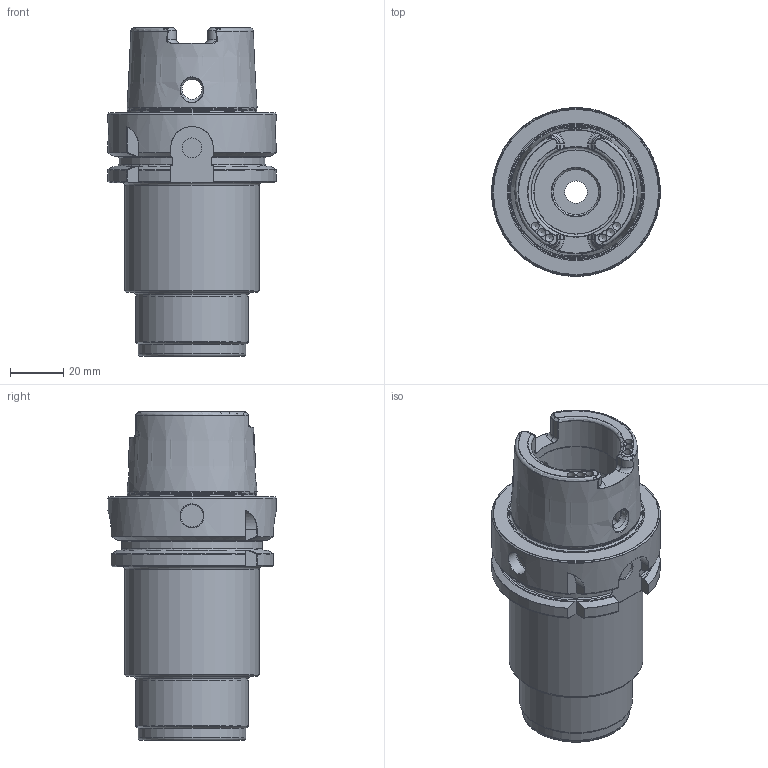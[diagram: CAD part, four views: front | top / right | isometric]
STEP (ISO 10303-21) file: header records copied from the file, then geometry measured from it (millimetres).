
FILE_DESCRIPTION(/* description */ (''),/* implementation_level */ '2;1');
FILE_NAME(/* name */ '556313250.stp',/* time_stamp */ '2021-06-01T08:18:05',/* author */ ('LRA'),/* organization */ ('REGO-FIX'),/* preprocessor_version */ ' Unknown',/* originating_system */ 'SIEMENS PLM Software Solid Edge ST10',/* authorization */ 'Unknown');
FILE_SCHEMA (('AUTOMOTIVE_DESIGN { 1 0 10303 214 2 1 1}'));
Length unit declared in the file: millimetre
Products named in the file (1): NOCUT
Bounding box: 63.3 x 63.3 x 123.1 mm (x, y, z)
Volume: 323640.8 mm3; surface area: 74173.6 mm2
Topology: 2 solids, 2 shells, 286 faces, 758 edges, 484 vertices
Faces by surface type: plane 86, cylinder 83, cone 71, torus 46
Full cylindrical faces by diameter (mm): 3 x12, 7.5 x6, 8.4 x2, 9 x2, 10 x2, 16.917 x2, 20 x2, 23.5 x2, 33.7 x2, 34 x2, 40 x3, 40.3 x1, 42 x2, 42.3 x1, 48.039 x1, 48.43 x1, 50 x1, 50.3 x1, 63 x1, 63.3 x1
Entity records: 10348 total; most frequent: CARTESIAN_POINT 2161, DIRECTION 1248, ORIENTED_EDGE 1168, EDGE_CURVE 584, AXIS2_PLACEMENT_3D 538, VERTEX_POINT 436, FACE_BOUND 430, EDGE_LOOP 418
